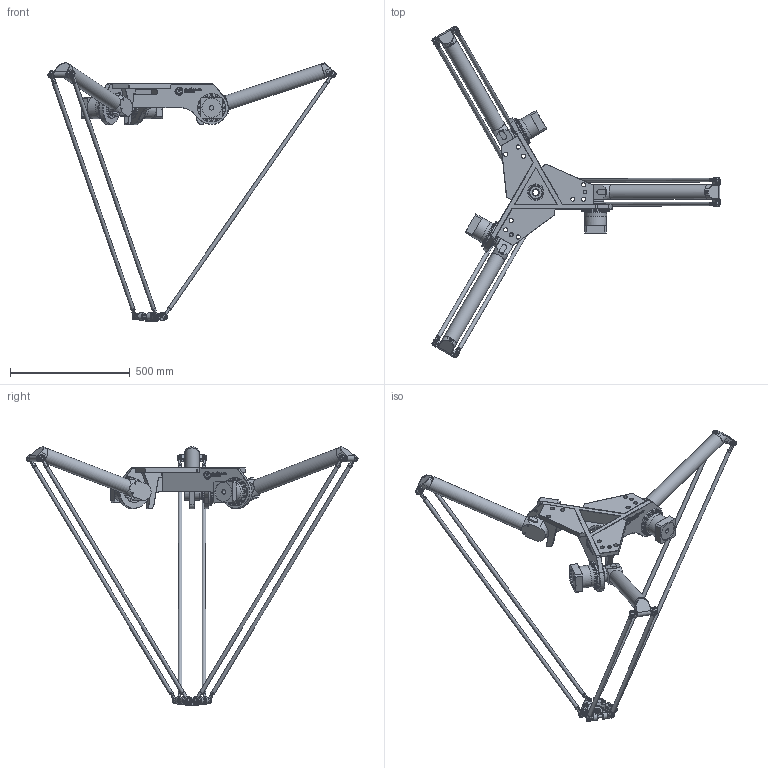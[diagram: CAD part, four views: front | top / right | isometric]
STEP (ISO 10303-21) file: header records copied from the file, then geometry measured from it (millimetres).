
FILE_DESCRIPTION(/* description */ (''),/* implementation_level */ '2;1');
FILE_NAME(/* name */ '3D-model_A_00866.stp',/* time_stamp */ '2021-12-20T16:59:32+01:00',/* author */ ('michael.schutter'),/* organization */ ('Majatronic'),/* preprocessor_version */ 'ST-DEVELOPER v16.5',/* originating_system */ 'Autodesk Inventor 2017',/* authorisation */ '');
FILE_SCHEMA (('AUTOMOTIVE_DESIGN { 1 0 10303 214 3 1 1 }'));
Length unit declared in the file: millimetre
Products named in the file (8): A_00866_DUMMY; MT_BGR00104852; MT_WST00067354MT_WST; MT_WST00046397MT_WST; MT_WST00060467MT_WST; MT_WST00031700; MT_WST00067355MT_WST; MT_WST00101401
Assembly tree (21 placements, depth 3):
  A_00866_DUMMY
    MT_BGR00104852
      MT_WST00067354MT_WST
      MT_WST00046397MT_WST  x3
    MT_WST00060467MT_WST  x3
    MT_WST00031700  x6
    MT_WST00067355MT_WST
    MT_WST00101401  x6
Bounding box: 1205.74 x 1388.9 x 1079.87 mm (x, y, z)
Volume: 13746771.8 mm3; surface area: 1602613.1 mm2
Topology: 20 solids, 20 shells, 2630 faces, 6209 edges, 3909 vertices
Faces by surface type: plane 1521, cylinder 742, cone 246, bspline 69, torus 52
Full cylindrical faces by diameter (mm): 4.917 x13, 6 x1, 8 x37, 8.5 x72, 10 x3, 12 x28, 15.8 x12, 16 x30, 17.5 x9, 18 x24, 19 x3, 25 x1, 30 x1, 31.5 x3, 53 x2, 60.1 x3, 60.5 x1, 61 x1, 63 x6, 67 x3, 68 x1, 68.87 x3, 81 x3, 90 x3, 91 x3, 91.5 x3, 95 x6, 118 x3
Entity records: 50481 total; most frequent: CARTESIAN_POINT 15010, DIRECTION 7302, ORIENTED_EDGE 6902, EDGE_CURVE 3451, AXIS2_PLACEMENT_3D 2549, VERTEX_POINT 2302, LINE 2204, VECTOR 2204
